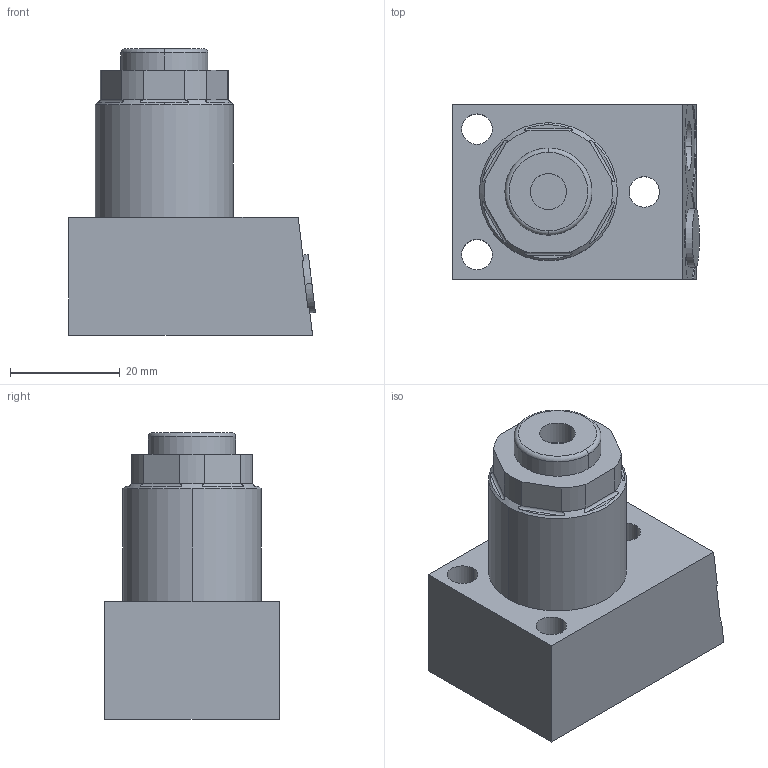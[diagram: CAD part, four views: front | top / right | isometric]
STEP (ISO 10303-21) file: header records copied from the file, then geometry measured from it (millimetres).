
FILE_DESCRIPTION((''),'2;1');
FILE_NAME('ILC10050611','2009-06-04T',('jdw'),(''),'PRO/ENGINEER BY PARAMETRIC TECHNOLOGY CORPORATION, 2007460','PRO/ENGINEER BY PARAMETRIC TECHNOLOGY CORPORATION, 2007460','');
FILE_SCHEMA(('AUTOMOTIVE_DESIGN_CC2 { 1 2 10303 214 -1 1 5 2 }'));
Length unit declared in the file: inch
Products named in the file (1): ILC10050611
Bounding box: 44.96 x 31.75 x 52.2 mm (x, y, z)
Volume: 40244.2 mm3; surface area: 9954.8 mm2
Topology: 1 solids, 2 shells, 73 faces, 170 edges, 106 vertices
Faces by surface type: cylinder 34, plane 27, cone 10, torus 2
Entity records: 2474 total; most frequent: CARTESIAN_POINT 571, DIRECTION 382, ORIENTED_EDGE 340, EDGE_CURVE 170, AXIS2_PLACEMENT_3D 151, COLOUR_RGB 106, VERTEX_POINT 106, EDGE_LOOP 84
